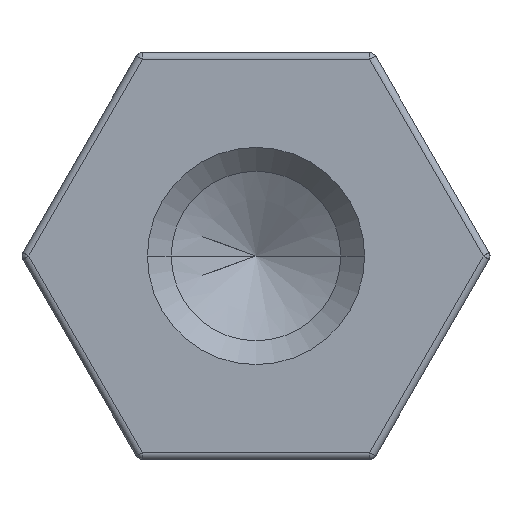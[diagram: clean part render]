
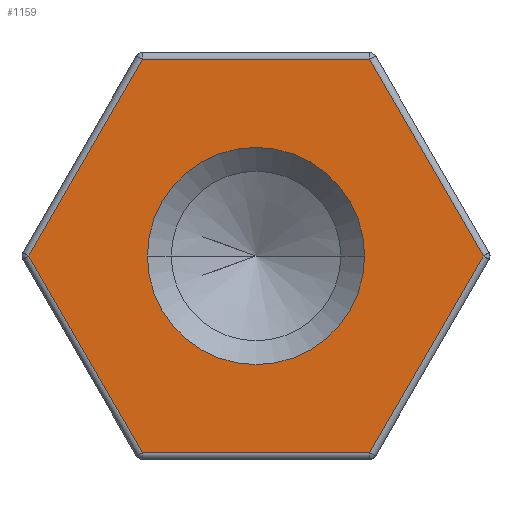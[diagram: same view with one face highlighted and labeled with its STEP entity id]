
A CAD part, left-side view. The second image highlights one B-rep face of the part: STEP entity #1159.
In plain terms, the highlighted planar face has unit normal (-1, 0, 0).
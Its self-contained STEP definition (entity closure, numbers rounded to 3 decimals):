
#7 = DIRECTION ( 'NONE',  ( 0., 1., 0. ) ) ;
#12 = CARTESIAN_POINT ( 'NONE',  ( 0., 0., 0. ) ) ;
#20 = VERTEX_POINT ( 'NONE', #1417 ) ;
#29 = ORIENTED_EDGE ( 'NONE', *, *, #657, .T. ) ;
#42 = ORIENTED_EDGE ( 'NONE', *, *, #649, .T. ) ;
#45 = ORIENTED_EDGE ( 'NONE', *, *, #629, .T. ) ;
#48 = VECTOR ( 'NONE', #1149, 1000. ) ;
#51 = PLANE ( 'NONE',  #1315 ) ;
#57 = ORIENTED_EDGE ( 'NONE', *, *, #613, .T. ) ;
#60 = ORIENTED_EDGE ( 'NONE', *, *, #599, .T. ) ;
#62 = ORIENTED_EDGE ( 'NONE', *, *, #618, .T. ) ;
#64 = ORIENTED_EDGE ( 'NONE', *, *, #665, .T. ) ;
#67 = ORIENTED_EDGE ( 'NONE', *, *, #1009, .T. ) ;
#120 = CARTESIAN_POINT ( 'NONE',  ( 0., -2.511, 1.45 ) ) ;
#130 = DIRECTION ( 'NONE',  ( 0., 0.5, 0.866 ) ) ;
#169 = LINE ( 'NONE', #889, #859 ) ;
#172 = EDGE_LOOP ( 'NONE', ( #64, #67 ) ) ;
#182 = CARTESIAN_POINT ( 'NONE',  ( 0., -1.6, 0. ) ) ;
#191 = VERTEX_POINT ( 'NONE', #770 ) ;
#204 = DIRECTION ( 'NONE',  ( 0., 1., 0. ) ) ;
#241 = DIRECTION ( 'NONE',  ( 1., 0., 0. ) ) ;
#338 = VERTEX_POINT ( 'NONE', #488 ) ;
#435 = VECTOR ( 'NONE', #130, 1000. ) ;
#442 = VERTEX_POINT ( 'NONE', #182 ) ;
#488 = CARTESIAN_POINT ( 'NONE',  ( 0., -1.674, -2.9 ) ) ;
#542 = VERTEX_POINT ( 'NONE', #1427 ) ;
#547 = LINE ( 'NONE', #1302, #1255 ) ;
#572 = VERTEX_POINT ( 'NONE', #1293 ) ;
#599 = EDGE_CURVE ( 'NONE', #572, #338, #169, .T. ) ;
#607 = LINE ( 'NONE', #1227, #1064 ) ;
#613 = EDGE_CURVE ( 'NONE', #1118, #572, #885, .T. ) ;
#618 = EDGE_CURVE ( 'NONE', #338, #542, #607, .T. ) ;
#620 = VERTEX_POINT ( 'NONE', #892 ) ;
#626 = EDGE_LOOP ( 'NONE', ( #29, #42, #45, #57, #60, #62 ) ) ;
#629 = EDGE_CURVE ( 'NONE', #191, #1118, #1275, .T. ) ;
#649 = EDGE_CURVE ( 'NONE', #620, #191, #547, .T. ) ;
#657 = EDGE_CURVE ( 'NONE', #542, #620, #1434, .T. ) ;
#665 = EDGE_CURVE ( 'NONE', #20, #442, #1036, .T. ) ;
#770 = CARTESIAN_POINT ( 'NONE',  ( 0., 1.674, 2.9 ) ) ;
#804 = DIRECTION ( 'NONE',  ( 0., -0.5, -0.866 ) ) ;
#859 = VECTOR ( 'NONE', #1069, 1000. ) ;
#885 = LINE ( 'NONE', #1300, #1093 ) ;
#889 = CARTESIAN_POINT ( 'NONE',  ( 0., 0., -2.9 ) ) ;
#892 = CARTESIAN_POINT ( 'NONE',  ( 0., -1.674, 2.9 ) ) ;
#893 = DIRECTION ( 'NONE',  ( 1., 0., 0. ) ) ;
#981 = DIRECTION ( 'NONE',  ( 0., -0.5, 0.866 ) ) ;
#985 = DIRECTION ( 'NONE',  ( 1., 0., 0. ) ) ;
#1005 = DIRECTION ( 'NONE',  ( 0., 1., 0. ) ) ;
#1009 = EDGE_CURVE ( 'NONE', #442, #20, #1283, .T. ) ;
#1036 = CIRCLE ( 'NONE', #1385, 1.6 ) ;
#1064 = VECTOR ( 'NONE', #981, 1000. ) ;
#1069 = DIRECTION ( 'NONE',  ( 0., -1., 0. ) ) ;
#1072 = CARTESIAN_POINT ( 'NONE',  ( 0., 2.511, 1.45 ) ) ;
#1078 = AXIS2_PLACEMENT_3D ( 'NONE', #1370, #893, #7 ) ;
#1086 = CARTESIAN_POINT ( 'NONE',  ( 0., 3.349, 0. ) ) ;
#1093 = VECTOR ( 'NONE', #804, 1000. ) ;
#1118 = VERTEX_POINT ( 'NONE', #1086 ) ;
#1149 = DIRECTION ( 'NONE',  ( 0., 0.5, -0.866 ) ) ;
#1159 = ADVANCED_FACE ( 'NONE', ( #1316, #1292 ), #51, .F. ) ;
#1227 = CARTESIAN_POINT ( 'NONE',  ( 0., -2.511, -1.45 ) ) ;
#1255 = VECTOR ( 'NONE', #1367, 1000. ) ;
#1275 = LINE ( 'NONE', #1072, #48 ) ;
#1283 = CIRCLE ( 'NONE', #1078, 1.6 ) ;
#1292 = FACE_BOUND ( 'NONE', #172, .T. ) ;
#1293 = CARTESIAN_POINT ( 'NONE',  ( 0., 1.674, -2.9 ) ) ;
#1300 = CARTESIAN_POINT ( 'NONE',  ( 0., 2.511, -1.45 ) ) ;
#1302 = CARTESIAN_POINT ( 'NONE',  ( 0., 0., 2.9 ) ) ;
#1315 = AXIS2_PLACEMENT_3D ( 'NONE', #1388, #241, #1005 ) ;
#1316 = FACE_OUTER_BOUND ( 'NONE', #626, .T. ) ;
#1367 = DIRECTION ( 'NONE',  ( 0., 1., 0. ) ) ;
#1370 = CARTESIAN_POINT ( 'NONE',  ( 0., 0., 0. ) ) ;
#1385 = AXIS2_PLACEMENT_3D ( 'NONE', #12, #985, #204 ) ;
#1388 = CARTESIAN_POINT ( 'NONE',  ( 0., 0., 0. ) ) ;
#1417 = CARTESIAN_POINT ( 'NONE',  ( 0., 1.6, 0. ) ) ;
#1427 = CARTESIAN_POINT ( 'NONE',  ( 0., -3.349, 0. ) ) ;
#1434 = LINE ( 'NONE', #120, #435 ) ;
